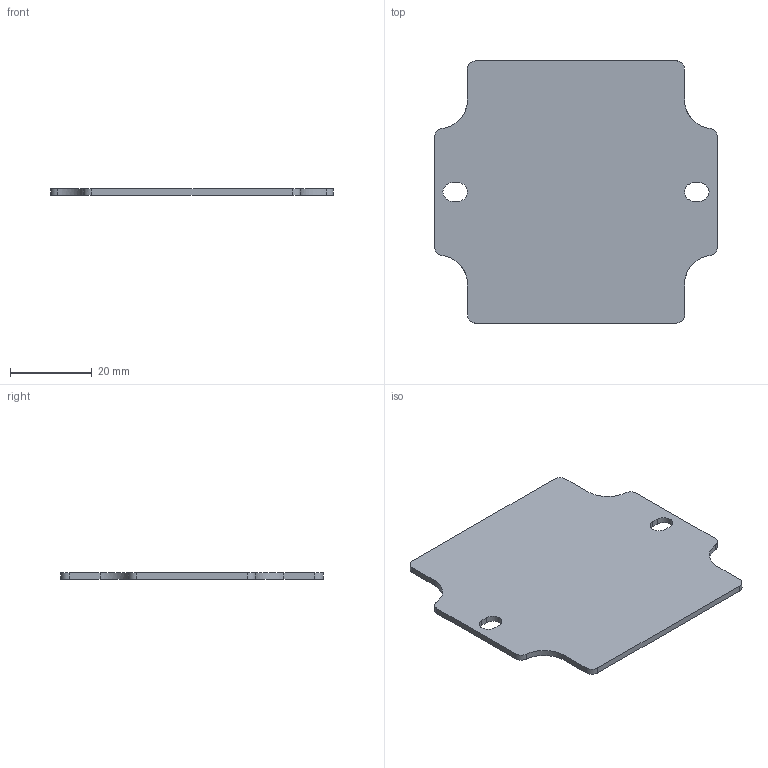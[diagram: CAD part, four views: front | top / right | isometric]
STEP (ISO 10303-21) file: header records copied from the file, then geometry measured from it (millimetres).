
FILE_DESCRIPTION(('CATIA V5R24 STEP','CAx-IF Rec.Pracs.--- Model Styling and Organization---1.2---2011-12-15'),'2;1');
FILE_NAME ('034674-2_1_9510570000_9510570000.stp','2018-07-26T08:44:22+00:00',('none'),('Weidmueller'),'CATIA Version 5-6 Release 2014 SP4 HF52','CATIA V5 STEP AP214','none');
FILE_SCHEMA(('AUTOMOTIVE_DESIGN { 1 0 10303 214 1 1 1 1 }'));
Length unit declared in the file: millimetre
Products named in the file (1): POK_MOPL_0808
Bounding box: 69 x 64 x 1.5 mm (x, y, z)
Volume: 5815.3 mm3; surface area: 8176.1 mm2
Topology: 1 solids, 1 shells, 30 faces, 84 edges, 56 vertices
Faces by surface type: cylinder 16, plane 14
Entity records: 1026 total; most frequent: CARTESIAN_POINT 247, ORIENTED_EDGE 168, DIRECTION 130, EDGE_CURVE 84, VERTEX_POINT 56, VECTOR 52, LINE 52, AXIS2_PLACEMENT_3D 49
